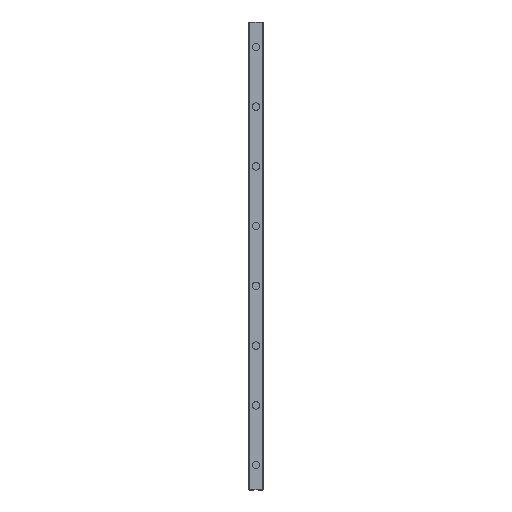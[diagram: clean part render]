
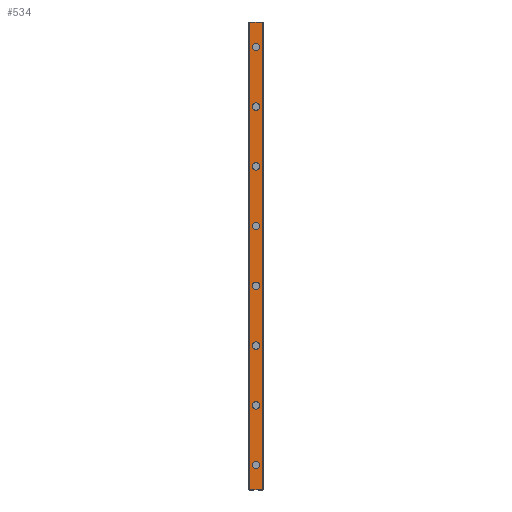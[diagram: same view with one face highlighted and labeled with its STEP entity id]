
A CAD part, top view. The second image highlights one B-rep face of the part: STEP entity #534.
In plain terms, the highlighted planar face has unit normal (0, 0, 1).
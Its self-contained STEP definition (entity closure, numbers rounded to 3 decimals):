
#534=ADVANCED_FACE('',(#1093,#1094,#1095,#1096,#1097,#1098,#1099,#1100,#1101),#1102,.T.);
#1093=FACE_BOUND('',#1670,.T.);
#1094=FACE_BOUND('',#1671,.T.);
#1095=FACE_BOUND('',#1672,.T.);
#1096=FACE_BOUND('',#1673,.T.);
#1097=FACE_BOUND('',#1674,.T.);
#1098=FACE_BOUND('',#1675,.T.);
#1099=FACE_BOUND('',#1676,.T.);
#1100=FACE_BOUND('',#1677,.T.);
#1101=FACE_OUTER_BOUND('',#1678,.T.);
#1102=PLANE('',#1679);
#1670=EDGE_LOOP('',(#3238,#3239));
#1671=EDGE_LOOP('',(#3240,#3241));
#1672=EDGE_LOOP('',(#3242,#3243));
#1673=EDGE_LOOP('',(#3244,#3245));
#1674=EDGE_LOOP('',(#3246,#3247));
#1675=EDGE_LOOP('',(#3248,#3249));
#1676=EDGE_LOOP('',(#3250,#3251));
#1677=EDGE_LOOP('',(#3252,#3253));
#1678=EDGE_LOOP('',(#3254,#3255,#3256,#3257));
#1679=AXIS2_PLACEMENT_3D('',#3258,#3259,#3260);
#3238=ORIENTED_EDGE('',*,*,#3531,.T.);
#3239=ORIENTED_EDGE('',*,*,#3941,.T.);
#3240=ORIENTED_EDGE('',*,*,#3519,.T.);
#3241=ORIENTED_EDGE('',*,*,#3969,.T.);
#3242=ORIENTED_EDGE('',*,*,#3507,.T.);
#3243=ORIENTED_EDGE('',*,*,#3978,.T.);
#3244=ORIENTED_EDGE('',*,*,#3495,.T.);
#3245=ORIENTED_EDGE('',*,*,#3987,.T.);
#3246=ORIENTED_EDGE('',*,*,#3483,.T.);
#3247=ORIENTED_EDGE('',*,*,#3996,.T.);
#3248=ORIENTED_EDGE('',*,*,#3471,.T.);
#3249=ORIENTED_EDGE('',*,*,#4005,.T.);
#3250=ORIENTED_EDGE('',*,*,#3459,.T.);
#3251=ORIENTED_EDGE('',*,*,#4014,.T.);
#3252=ORIENTED_EDGE('',*,*,#3447,.T.);
#3253=ORIENTED_EDGE('',*,*,#4023,.T.);
#3254=ORIENTED_EDGE('',*,*,#3922,.T.);
#3255=ORIENTED_EDGE('',*,*,#4066,.F.);
#3256=ORIENTED_EDGE('',*,*,#3796,.T.);
#3257=ORIENTED_EDGE('',*,*,#4064,.T.);
#3258=CARTESIAN_POINT('',(0.0,470.0,12.5));
#3259=DIRECTION('',(0.0,0.0,1.0));
#3260=DIRECTION('',(-1.0,0.0,0.0));
#3447=EDGE_CURVE('',#4122,#4119,#4123,.T.);
#3459=EDGE_CURVE('',#4144,#4141,#4145,.T.);
#3471=EDGE_CURVE('',#4166,#4163,#4167,.T.);
#3483=EDGE_CURVE('',#4188,#4185,#4189,.T.);
#3495=EDGE_CURVE('',#4210,#4207,#4211,.T.);
#3507=EDGE_CURVE('',#4232,#4229,#4233,.T.);
#3519=EDGE_CURVE('',#4254,#4251,#4255,.T.);
#3531=EDGE_CURVE('',#4276,#4273,#4277,.T.);
#3796=EDGE_CURVE('',#4671,#4669,#4672,.T.);
#3922=EDGE_CURVE('',#4878,#4876,#4879,.T.);
#3941=EDGE_CURVE('',#4273,#4276,#4914,.T.);
#3969=EDGE_CURVE('',#4251,#4254,#4951,.T.);
#3978=EDGE_CURVE('',#4229,#4232,#4961,.T.);
#3987=EDGE_CURVE('',#4207,#4210,#4971,.T.);
#3996=EDGE_CURVE('',#4185,#4188,#4981,.T.);
#4005=EDGE_CURVE('',#4163,#4166,#4991,.T.);
#4014=EDGE_CURVE('',#4141,#4144,#5001,.T.);
#4023=EDGE_CURVE('',#4119,#4122,#5011,.T.);
#4064=EDGE_CURVE('',#4669,#4878,#5053,.T.);
#4066=EDGE_CURVE('',#4671,#4876,#5055,.T.);
#4119=VERTEX_POINT('',#5110);
#4122=VERTEX_POINT('',#5114);
#4123=CIRCLE('',#5115,3.75);
#4141=VERTEX_POINT('',#5136);
#4144=VERTEX_POINT('',#5140);
#4145=CIRCLE('',#5141,3.75);
#4163=VERTEX_POINT('',#5162);
#4166=VERTEX_POINT('',#5166);
#4167=CIRCLE('',#5167,3.75);
#4185=VERTEX_POINT('',#5188);
#4188=VERTEX_POINT('',#5192);
#4189=CIRCLE('',#5193,3.75);
#4207=VERTEX_POINT('',#5214);
#4210=VERTEX_POINT('',#5218);
#4211=CIRCLE('',#5219,3.75);
#4229=VERTEX_POINT('',#5240);
#4232=VERTEX_POINT('',#5244);
#4233=CIRCLE('',#5245,3.75);
#4251=VERTEX_POINT('',#5266);
#4254=VERTEX_POINT('',#5270);
#4255=CIRCLE('',#5271,3.75);
#4273=VERTEX_POINT('',#5292);
#4276=VERTEX_POINT('',#5296);
#4277=CIRCLE('',#5297,3.75);
#4669=VERTEX_POINT('',#5829);
#4671=VERTEX_POINT('',#5832);
#4672=LINE('',#5833,#5834);
#4876=VERTEX_POINT('',#6120);
#4878=VERTEX_POINT('',#6123);
#4879=LINE('',#6124,#6125);
#4914=CIRCLE('',#6168,3.75);
#4951=CIRCLE('',#6216,3.75);
#4961=CIRCLE('',#6227,3.75);
#4971=CIRCLE('',#6238,3.75);
#4981=CIRCLE('',#6249,3.75);
#4991=CIRCLE('',#6260,3.75);
#5001=CIRCLE('',#6271,3.75);
#5011=CIRCLE('',#6282,3.75);
#5053=LINE('',#6341,#6342);
#5055=LINE('',#6344,#6345);
#5110=CARTESIAN_POINT('',(3.75,25.0,12.5));
#5114=CARTESIAN_POINT('',(-3.75,25.0,12.5));
#5115=AXIS2_PLACEMENT_3D('',#6417,#6418,#6419);
#5136=CARTESIAN_POINT('',(3.75,85.0,12.5));
#5140=CARTESIAN_POINT('',(-3.75,85.0,12.5));
#5141=AXIS2_PLACEMENT_3D('',#6439,#6440,#6441);
#5162=CARTESIAN_POINT('',(3.75,145.0,12.5));
#5166=CARTESIAN_POINT('',(-3.75,145.0,12.5));
#5167=AXIS2_PLACEMENT_3D('',#6461,#6462,#6463);
#5188=CARTESIAN_POINT('',(3.75,205.0,12.5));
#5192=CARTESIAN_POINT('',(-3.75,205.0,12.5));
#5193=AXIS2_PLACEMENT_3D('',#6483,#6484,#6485);
#5214=CARTESIAN_POINT('',(3.75,265.0,12.5));
#5218=CARTESIAN_POINT('',(-3.75,265.0,12.5));
#5219=AXIS2_PLACEMENT_3D('',#6505,#6506,#6507);
#5240=CARTESIAN_POINT('',(3.75,325.0,12.5));
#5244=CARTESIAN_POINT('',(-3.75,325.0,12.5));
#5245=AXIS2_PLACEMENT_3D('',#6527,#6528,#6529);
#5266=CARTESIAN_POINT('',(3.75,385.0,12.5));
#5270=CARTESIAN_POINT('',(-3.75,385.0,12.5));
#5271=AXIS2_PLACEMENT_3D('',#6549,#6550,#6551);
#5292=CARTESIAN_POINT('',(3.75,445.0,12.5));
#5296=CARTESIAN_POINT('',(-3.75,445.0,12.5));
#5297=AXIS2_PLACEMENT_3D('',#6571,#6572,#6573);
#5829=CARTESIAN_POINT('',(-6.094,470.0,12.5));
#5832=CARTESIAN_POINT('',(6.094,470.0,12.5));
#5833=CARTESIAN_POINT('',(6.094,470.0,12.5));
#5834=VECTOR('',#6865,1.0);
#6120=CARTESIAN_POINT('',(6.094,0.0,12.5));
#6123=CARTESIAN_POINT('',(-6.094,0.0,12.5));
#6124=CARTESIAN_POINT('',(6.094,0.0,12.5));
#6125=VECTOR('',#7003,1.0);
#6168=AXIS2_PLACEMENT_3D('',#7039,#7040,#7041);
#6216=AXIS2_PLACEMENT_3D('',#7086,#7087,#7088);
#6227=AXIS2_PLACEMENT_3D('',#7099,#7100,#7101);
#6238=AXIS2_PLACEMENT_3D('',#7112,#7113,#7114);
#6249=AXIS2_PLACEMENT_3D('',#7125,#7126,#7127);
#6260=AXIS2_PLACEMENT_3D('',#7138,#7139,#7140);
#6271=AXIS2_PLACEMENT_3D('',#7151,#7152,#7153);
#6282=AXIS2_PLACEMENT_3D('',#7164,#7165,#7166);
#6341=CARTESIAN_POINT('',(-6.094,470.0,12.5));
#6342=VECTOR('',#7193,1.0);
#6344=CARTESIAN_POINT('',(6.094,470.0,12.5));
#6345=VECTOR('',#7194,1.0);
#6417=CARTESIAN_POINT('',(0.0,25.0,12.5));
#6418=DIRECTION('',(0.0,0.0,-1.0));
#6419=DIRECTION('',(1.0,0.0,0.0));
#6439=CARTESIAN_POINT('',(0.0,85.0,12.5));
#6440=DIRECTION('',(0.0,0.0,-1.0));
#6441=DIRECTION('',(1.0,0.0,0.0));
#6461=CARTESIAN_POINT('',(0.0,145.0,12.5));
#6462=DIRECTION('',(0.0,0.0,-1.0));
#6463=DIRECTION('',(1.0,0.0,0.0));
#6483=CARTESIAN_POINT('',(0.0,205.0,12.5));
#6484=DIRECTION('',(0.0,0.0,-1.0));
#6485=DIRECTION('',(1.0,0.0,0.0));
#6505=CARTESIAN_POINT('',(0.0,265.0,12.5));
#6506=DIRECTION('',(0.0,0.0,-1.0));
#6507=DIRECTION('',(1.0,0.0,0.0));
#6527=CARTESIAN_POINT('',(0.0,325.0,12.5));
#6528=DIRECTION('',(0.0,0.0,-1.0));
#6529=DIRECTION('',(1.0,0.0,0.0));
#6549=CARTESIAN_POINT('',(0.0,385.0,12.5));
#6550=DIRECTION('',(0.0,0.0,-1.0));
#6551=DIRECTION('',(1.0,0.0,0.0));
#6571=CARTESIAN_POINT('',(0.0,445.0,12.5));
#6572=DIRECTION('',(0.0,0.0,-1.0));
#6573=DIRECTION('',(1.0,0.0,0.0));
#6865=DIRECTION('',(-1.0,0.0,0.0));
#7003=DIRECTION('',(1.0,0.0,0.0));
#7039=CARTESIAN_POINT('',(0.0,445.0,12.5));
#7040=DIRECTION('',(0.0,0.0,-1.0));
#7041=DIRECTION('',(1.0,0.0,0.0));
#7086=CARTESIAN_POINT('',(0.0,385.0,12.5));
#7087=DIRECTION('',(0.0,0.0,-1.0));
#7088=DIRECTION('',(1.0,0.0,0.0));
#7099=CARTESIAN_POINT('',(0.0,325.0,12.5));
#7100=DIRECTION('',(0.0,0.0,-1.0));
#7101=DIRECTION('',(1.0,0.0,0.0));
#7112=CARTESIAN_POINT('',(0.0,265.0,12.5));
#7113=DIRECTION('',(0.0,0.0,-1.0));
#7114=DIRECTION('',(1.0,0.0,0.0));
#7125=CARTESIAN_POINT('',(0.0,205.0,12.5));
#7126=DIRECTION('',(0.0,0.0,-1.0));
#7127=DIRECTION('',(1.0,0.0,0.0));
#7138=CARTESIAN_POINT('',(0.0,145.0,12.5));
#7139=DIRECTION('',(0.0,0.0,-1.0));
#7140=DIRECTION('',(1.0,0.0,0.0));
#7151=CARTESIAN_POINT('',(0.0,85.0,12.5));
#7152=DIRECTION('',(0.0,0.0,-1.0));
#7153=DIRECTION('',(1.0,0.0,0.0));
#7164=CARTESIAN_POINT('',(0.0,25.0,12.5));
#7165=DIRECTION('',(0.0,0.0,-1.0));
#7166=DIRECTION('',(1.0,0.0,0.0));
#7193=DIRECTION('',(0.0,-1.0,0.0));
#7194=DIRECTION('',(0.0,-1.0,0.0));
